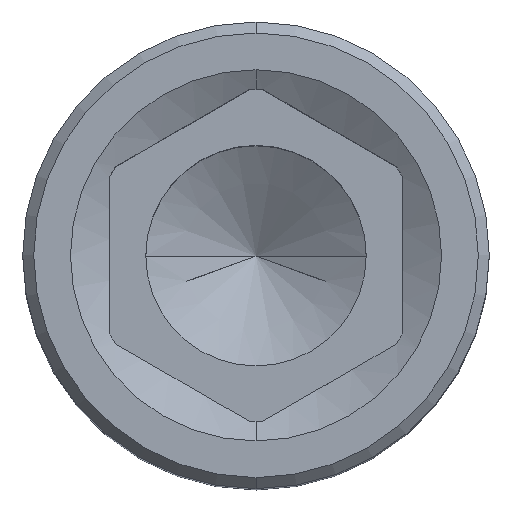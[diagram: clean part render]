
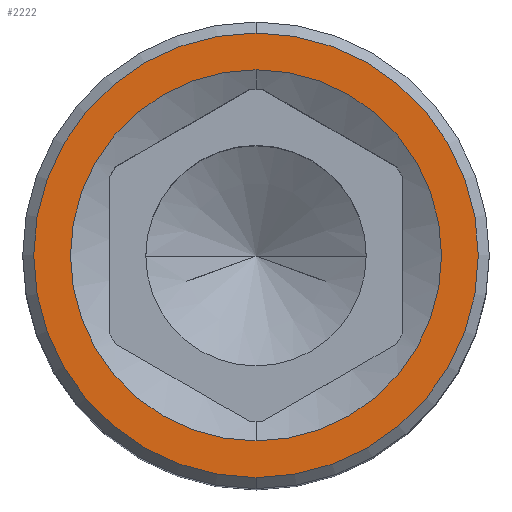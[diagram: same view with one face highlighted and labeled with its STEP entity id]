
A CAD part, top view. The second image highlights one B-rep face of the part: STEP entity #2222.
In plain terms, the highlighted planar face has unit normal (0, 0, 1).
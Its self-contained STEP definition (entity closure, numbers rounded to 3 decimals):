
#783=CARTESIAN_POINT('',(0.,0.,100.));
#784=DIRECTION('',(0.,0.,-1.));
#785=DIRECTION('',(0.,1.,0.));
#786=AXIS2_PLACEMENT_3D('',#783,#784,#785);
#788=CARTESIAN_POINT('',(0.,0.,100.));
#789=DIRECTION('',(0.,0.,-1.));
#790=DIRECTION('',(0.,-1.,0.));
#791=AXIS2_PLACEMENT_3D('',#788,#789,#790);
#793=CARTESIAN_POINT('',(0.,0.,100.));
#794=DIRECTION('',(0.,0.,1.));
#795=DIRECTION('',(0.,-1.,0.));
#796=AXIS2_PLACEMENT_3D('',#793,#794,#795);
#798=CARTESIAN_POINT('',(0.,0.,100.));
#799=DIRECTION('',(0.,0.,1.));
#800=DIRECTION('',(0.,1.,0.));
#801=AXIS2_PLACEMENT_3D('',#798,#799,#800);
#1116=CARTESIAN_POINT('',(0.,5.05,100.));
#1117=CARTESIAN_POINT('',(0.,-5.05,100.));
#1118=VERTEX_POINT('',#1116);
#1119=VERTEX_POINT('',#1117);
#1120=CARTESIAN_POINT('',(0.,-6.05,100.));
#1121=CARTESIAN_POINT('',(0.,6.05,100.));
#1122=VERTEX_POINT('',#1120);
#1123=VERTEX_POINT('',#1121);
#2206=CARTESIAN_POINT('',(0.,0.,100.));
#2207=DIRECTION('',(0.,0.,1.));
#2208=DIRECTION('',(0.,1.,0.));
#2209=AXIS2_PLACEMENT_3D('',#2206,#2207,#2208);
#2210=PLANE('',#2209);
#2211=ORIENTED_EDGE('',*,*,#2196,.F.);
#2213=ORIENTED_EDGE('',*,*,#2212,.F.);
#2214=EDGE_LOOP('',(#2211,#2213));
#2215=FACE_OUTER_BOUND('',#2214,.F.);
#2217=ORIENTED_EDGE('',*,*,#2216,.F.);
#2219=ORIENTED_EDGE('',*,*,#2218,.F.);
#2220=EDGE_LOOP('',(#2217,#2219));
#2221=FACE_BOUND('',#2220,.F.);
#2222=ADVANCED_FACE('',(#2215,#2221),#2210,.T.);
#787=CIRCLE('',#786,5.05);
#792=CIRCLE('',#791,5.05);
#797=CIRCLE('',#796,6.05);
#802=CIRCLE('',#801,6.05);
#2196=EDGE_CURVE('',#1122,#1123,#797,.T.);
#2212=EDGE_CURVE('',#1123,#1122,#802,.T.);
#2216=EDGE_CURVE('',#1118,#1119,#787,.T.);
#2218=EDGE_CURVE('',#1119,#1118,#792,.T.);
